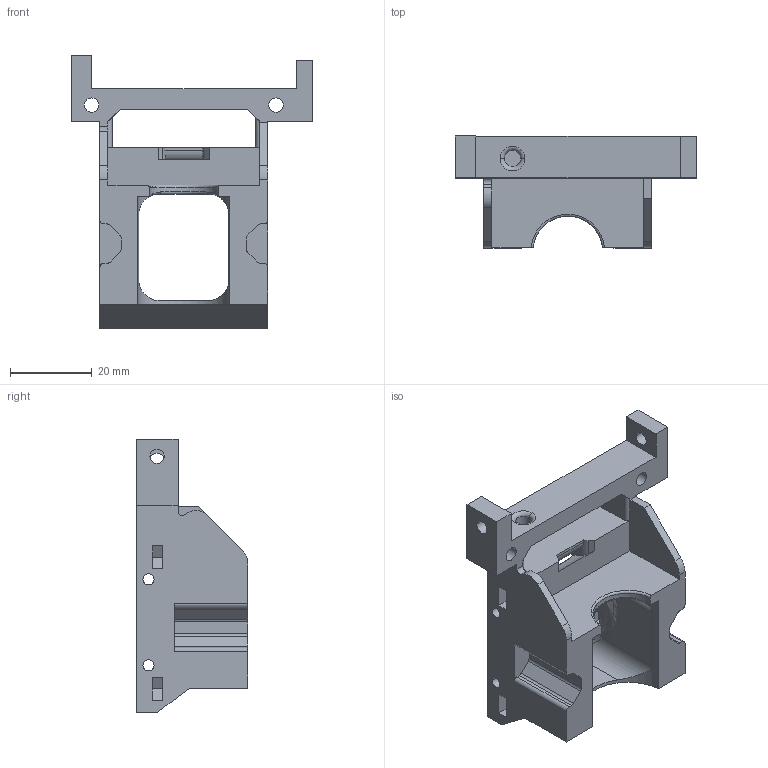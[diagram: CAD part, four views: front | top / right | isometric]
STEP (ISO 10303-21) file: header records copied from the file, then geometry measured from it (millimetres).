
FILE_DESCRIPTION(('CATIA V5 STEP Exchange'),'2;1');
FILE_NAME('HYPERCUBE-EVO-0007_NGEN_V2_40_DD.stp','2021-01-27T14:25:14+00:00',('none'),('none'),'CATIA Version 5 Release 21 GA (IN-10)','CATIA V5 STEP AP203','none');
FILE_SCHEMA(('CONFIG_CONTROL_DESIGN'));
Length unit declared in the file: millimetre
Products named in the file (1): HYPERCUBE-EVO-0007_NGEN_V2_40_DD
Bounding box: 59 x 27.22 x 66.8 mm (x, y, z)
Volume: 22707.1 mm3; surface area: 13138.6 mm2
Topology: 1 solids, 1 shells, 230 faces, 636 edges, 415 vertices
Faces by surface type: plane 129, cylinder 73, bspline 17, torus 8, cone 3
Entity records: 8273 total; most frequent: CARTESIAN_POINT 2898, ORIENTED_EDGE 1272, DIRECTION 790, EDGE_CURVE 636, VERTEX_POINT 415, VECTOR 381, LINE 381, AXIS2_PLACEMENT_3D 280
